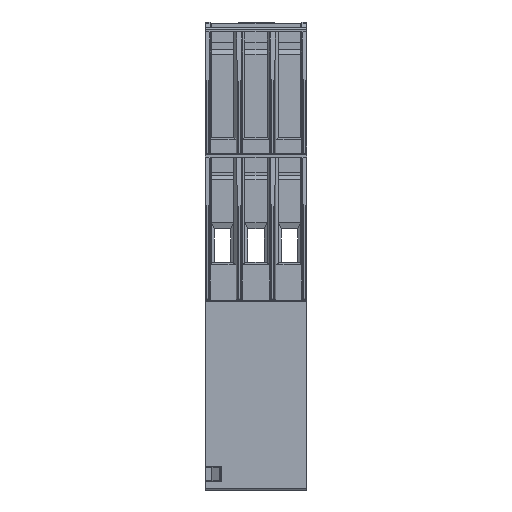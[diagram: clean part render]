
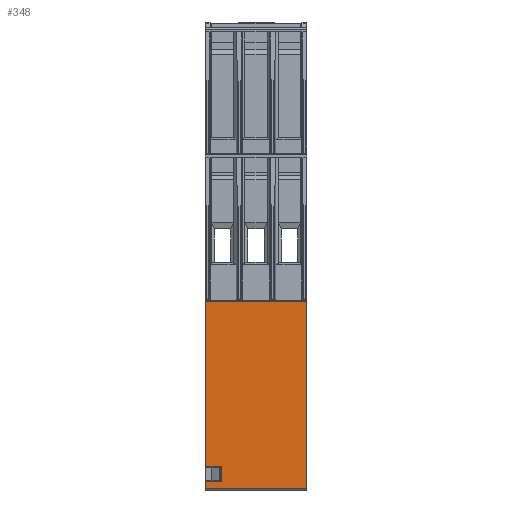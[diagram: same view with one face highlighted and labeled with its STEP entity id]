
A CAD part, front view. The second image highlights one B-rep face of the part: STEP entity #348.
In plain terms, the highlighted planar face has unit normal (0, -1, 0).
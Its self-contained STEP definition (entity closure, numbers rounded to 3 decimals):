
#348 = ADVANCED_FACE( '', ( #946 ), #947, .F. );
#946 = FACE_OUTER_BOUND( '', #2139, .T. );
#947 = PLANE( '', #2140 );
#2139 = EDGE_LOOP( '', ( #3449, #3450, #3451, #3452, #3453, #3454, #3455, #3456 ) );
#2140 = AXIS2_PLACEMENT_3D( '', #3457, #3458, #3459 );
#3449 = ORIENTED_EDGE( '', *, *, #8256, .F. );
#3450 = ORIENTED_EDGE( '', *, *, #8257, .T. );
#3451 = ORIENTED_EDGE( '', *, *, #8258, .F. );
#3452 = ORIENTED_EDGE( '', *, *, #8259, .T. );
#3453 = ORIENTED_EDGE( '', *, *, #8260, .F. );
#3454 = ORIENTED_EDGE( '', *, *, #8254, .T. );
#3455 = ORIENTED_EDGE( '', *, *, #8261, .T. );
#3456 = ORIENTED_EDGE( '', *, *, #8262, .F. );
#3457 = CARTESIAN_POINT( '', ( 0.3, -42.8, 11.25 ) );
#3458 = DIRECTION( '', ( 0., 1., 0. ) );
#3459 = DIRECTION( '', ( 0., 0., 1. ) );
#8254 = EDGE_CURVE( '', #9900, #9898, #9901, .T. );
#8256 = EDGE_CURVE( '', #9903, #9904, #9905, .T. );
#8257 = EDGE_CURVE( '', #9903, #9906, #9907, .T. );
#8258 = EDGE_CURVE( '', #9908, #9906, #9909, .T. );
#8259 = EDGE_CURVE( '', #9908, #9910, #9911, .T. );
#8260 = EDGE_CURVE( '', #9900, #9910, #9912, .T. );
#8261 = EDGE_CURVE( '', #9898, #9913, #9914, .T. );
#8262 = EDGE_CURVE( '', #9904, #9913, #9915, .T. );
#9898 = VERTEX_POINT( '', #12599 );
#9900 = VERTEX_POINT( '', #12601 );
#9901 = LINE( '', #12602, #12603 );
#9903 = VERTEX_POINT( '', #12605 );
#9904 = VERTEX_POINT( '', #12606 );
#9905 = LINE( '', #12607, #12608 );
#9906 = VERTEX_POINT( '', #12609 );
#9907 = LINE( '', #12610, #12611 );
#9908 = VERTEX_POINT( '', #12612 );
#9909 = LINE( '', #12613, #12614 );
#9910 = VERTEX_POINT( '', #12615 );
#9911 = LINE( '', #12616, #12617 );
#9912 = LINE( '', #12618, #12619 );
#9913 = VERTEX_POINT( '', #12620 );
#9914 = LINE( '', #12621, #12622 );
#9915 = LINE( '', #12623, #12624 );
#12599 = CARTESIAN_POINT( '', ( 0.3, -42.8, -11.25 ) );
#12601 = CARTESIAN_POINT( '', ( 0.3, -42.8, 11.25 ) );
#12602 = CARTESIAN_POINT( '', ( 0.3, -42.8, 11.25 ) );
#12603 = VECTOR( '', #16544, 1000. );
#12605 = CARTESIAN_POINT( '', ( 5.232, -42.8, 11.25 ) );
#12606 = CARTESIAN_POINT( '', ( 41.838, -42.8, 11.25 ) );
#12607 = CARTESIAN_POINT( '', ( 0.3, -42.8, 11.25 ) );
#12608 = VECTOR( '', #16548, 1000. );
#12609 = CARTESIAN_POINT( '', ( 5.232, -42.8, 7.614 ) );
#12610 = CARTESIAN_POINT( '', ( 5.232, -42.8, 11.25 ) );
#12611 = VECTOR( '', #16549, 1000. );
#12612 = CARTESIAN_POINT( '', ( 1.858, -42.8, 7.614 ) );
#12613 = CARTESIAN_POINT( '', ( 0.3, -42.8, 7.614 ) );
#12614 = VECTOR( '', #16550, 1000. );
#12615 = CARTESIAN_POINT( '', ( 1.858, -42.8, 11.25 ) );
#12616 = CARTESIAN_POINT( '', ( 1.858, -42.8, 11.25 ) );
#12617 = VECTOR( '', #16551, 1000. );
#12618 = CARTESIAN_POINT( '', ( 0.3, -42.8, 11.25 ) );
#12619 = VECTOR( '', #16552, 1000. );
#12620 = CARTESIAN_POINT( '', ( 41.838, -42.8, -11.25 ) );
#12621 = CARTESIAN_POINT( '', ( 0.3, -42.8, -11.25 ) );
#12622 = VECTOR( '', #16553, 1000. );
#12623 = CARTESIAN_POINT( '', ( 41.838, -42.8, 11.25 ) );
#12624 = VECTOR( '', #16554, 1000. );
#16544 = DIRECTION( '', ( 0., 0., -1. ) );
#16548 = DIRECTION( '', ( 1., 0., 0. ) );
#16549 = DIRECTION( '', ( 0., 0., -1. ) );
#16550 = DIRECTION( '', ( 1., 0., 0. ) );
#16551 = DIRECTION( '', ( 0., 0., 1. ) );
#16552 = DIRECTION( '', ( 1., 0., 0. ) );
#16553 = DIRECTION( '', ( 1., 0., 0. ) );
#16554 = DIRECTION( '', ( 0., 0., -1. ) );
